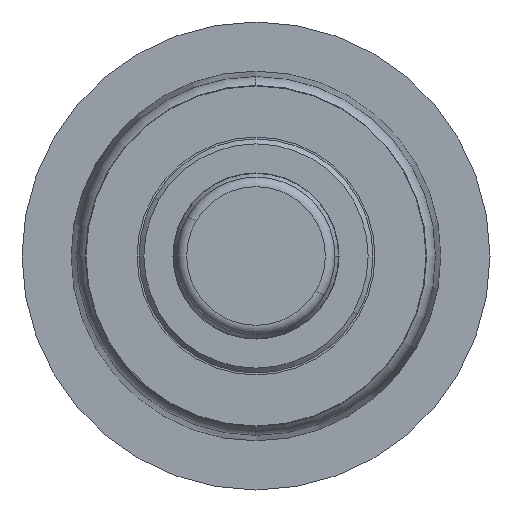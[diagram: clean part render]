
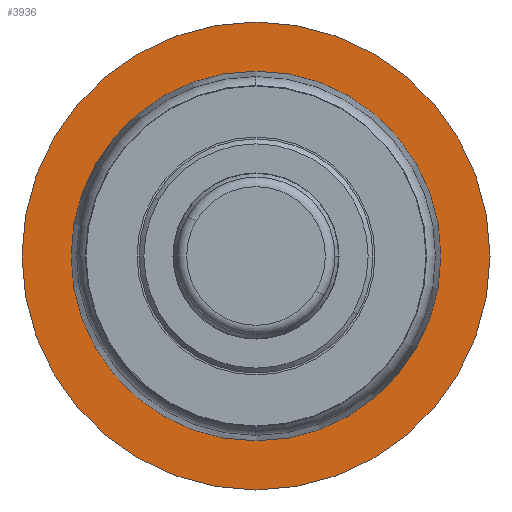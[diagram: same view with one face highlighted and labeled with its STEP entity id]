
A CAD part, left-side view. The second image highlights one B-rep face of the part: STEP entity #3936.
In plain terms, the highlighted planar face has unit normal (-1, 0, 0).
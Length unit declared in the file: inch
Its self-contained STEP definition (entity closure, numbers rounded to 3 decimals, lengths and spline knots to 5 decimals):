
#55 = VERTEX_POINT ( 'NONE', #4252 ) ;
#277 = ORIENTED_EDGE ( 'NONE', *, *, #1102, .T. ) ;
#461 = CARTESIAN_POINT ( 'NONE',  ( 2.65, 0., 0. ) ) ;
#496 = AXIS2_PLACEMENT_3D ( 'NONE', #1756, #1240, #746 ) ;
#523 = DIRECTION ( 'NONE',  ( -1., 0., 0. ) ) ;
#746 = DIRECTION ( 'NONE',  ( 0., 0., 1. ) ) ;
#784 = CIRCLE ( 'NONE', #2343, 1.5 ) ;
#917 = CARTESIAN_POINT ( 'NONE',  ( 2.65, 0., -1.5 ) ) ;
#918 = EDGE_LOOP ( 'NONE', ( #1634, #277 ) ) ;
#1102 = EDGE_CURVE ( 'NONE', #3689, #55, #784, .T. ) ;
#1110 = CARTESIAN_POINT ( 'NONE',  ( 2.65, 0., 0. ) ) ;
#1240 = DIRECTION ( 'NONE',  ( -1., 0., 0. ) ) ;
#1265 = ORIENTED_EDGE ( 'NONE', *, *, #2269, .F. ) ;
#1335 = DIRECTION ( 'NONE',  ( 0., 0., 1. ) ) ;
#1545 = AXIS2_PLACEMENT_3D ( 'NONE', #461, #6069, #1335 ) ;
#1634 = ORIENTED_EDGE ( 'NONE', *, *, #1965, .T. ) ;
#1683 = CARTESIAN_POINT ( 'NONE',  ( 2.65, 0., -1.185 ) ) ;
#1756 = CARTESIAN_POINT ( 'NONE',  ( 2.65, 0., 0. ) ) ;
#1931 = CARTESIAN_POINT ( 'NONE',  ( 2.65, 0., 1.185 ) ) ;
#1965 = EDGE_CURVE ( 'NONE', #55, #3689, #4171, .T. ) ;
#2174 = DIRECTION ( 'NONE',  ( -1., 0., 0. ) ) ;
#2269 = EDGE_CURVE ( 'NONE', #2847, #4426, #5506, .T. ) ;
#2343 = AXIS2_PLACEMENT_3D ( 'NONE', #3081, #2174, #4028 ) ;
#2397 = DIRECTION ( 'NONE',  ( 0., 0., 1. ) ) ;
#2673 = PLANE ( 'NONE',  #5713 ) ;
#2847 = VERTEX_POINT ( 'NONE', #1683 ) ;
#3081 = CARTESIAN_POINT ( 'NONE',  ( 2.65, 0., 0. ) ) ;
#3094 = CARTESIAN_POINT ( 'NONE',  ( 2.65, 1.5, 0. ) ) ;
#3689 = VERTEX_POINT ( 'NONE', #917 ) ;
#3936 = ADVANCED_FACE ( 'NONE', ( #4014, #5920 ), #2673, .F. ) ;
#3981 = DIRECTION ( 'NONE',  ( 0., 1., 0. ) ) ;
#4014 = FACE_BOUND ( 'NONE', #6054, .T. ) ;
#4028 = DIRECTION ( 'NONE',  ( 0., 0., 1. ) ) ;
#4171 = CIRCLE ( 'NONE', #1545, 1.5 ) ;
#4252 = CARTESIAN_POINT ( 'NONE',  ( 2.65, 0., 1.5 ) ) ;
#4426 = VERTEX_POINT ( 'NONE', #1931 ) ;
#4634 = ORIENTED_EDGE ( 'NONE', *, *, #5772, .F. ) ;
#4883 = AXIS2_PLACEMENT_3D ( 'NONE', #1110, #523, #2397 ) ;
#5375 = CIRCLE ( 'NONE', #4883, 1.185 ) ;
#5506 = CIRCLE ( 'NONE', #496, 1.185 ) ;
#5713 = AXIS2_PLACEMENT_3D ( 'NONE', #3094, #5977, #3981 ) ;
#5772 = EDGE_CURVE ( 'NONE', #4426, #2847, #5375, .T. ) ;
#5920 = FACE_OUTER_BOUND ( 'NONE', #918, .T. ) ;
#5977 = DIRECTION ( 'NONE',  ( 1., 0., 0. ) ) ;
#6054 = EDGE_LOOP ( 'NONE', ( #1265, #4634 ) ) ;
#6069 = DIRECTION ( 'NONE',  ( -1., 0., 0. ) ) ;
